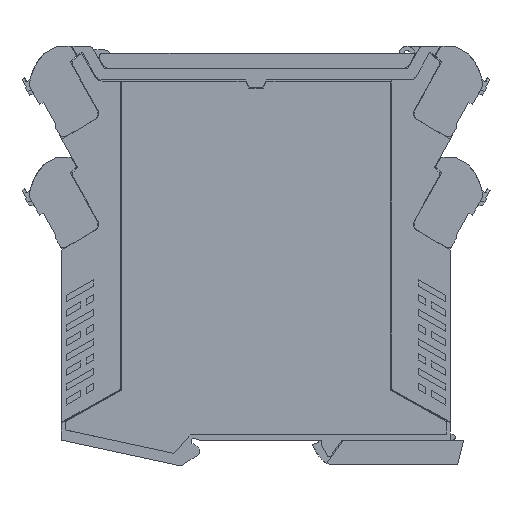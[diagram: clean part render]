
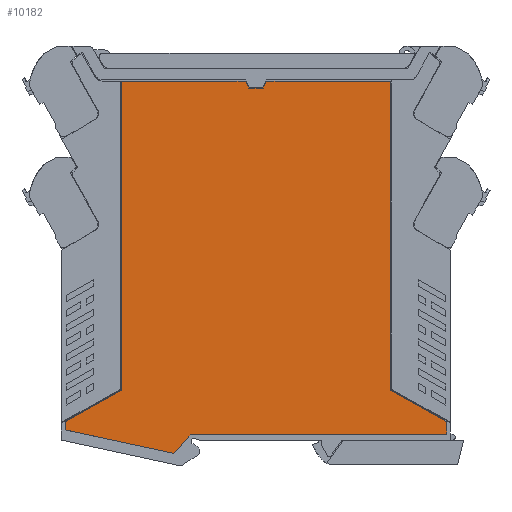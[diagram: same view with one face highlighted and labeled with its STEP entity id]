
A CAD part, left-side view. The second image highlights one B-rep face of the part: STEP entity #10182.
In plain terms, the highlighted planar face has unit normal (-1, 0, 0).
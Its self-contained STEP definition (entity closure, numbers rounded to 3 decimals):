
#10160=AXIS2_PLACEMENT_3D('Plane Axis2P3D',#10157,#10158,#10159) ;
#8043=CARTESIAN_POINT('Vertex',(0.,11.73,12.04)) ;
#8046=CARTESIAN_POINT('Line Origine',(0.,11.73,10.332)) ;
#8050=CARTESIAN_POINT('Vertex',(0.,11.73,8.624)) ;
#8066=CARTESIAN_POINT('Line Origine',(0.,63.598,8.624)) ;
#8070=CARTESIAN_POINT('Vertex',(0.,81.289,8.624)) ;
#8086=CARTESIAN_POINT('Line Origine',(0.,83.805,5.745)) ;
#8090=CARTESIAN_POINT('Vertex',(0.,85.842,3.413)) ;
#8092=CARTESIAN_POINT('Vertex',(0.,81.767,8.077)) ;
#8100=CARTESIAN_POINT('Line Origine',(0.,81.526,8.353)) ;
#8104=CARTESIAN_POINT('Vertex',(0.,81.762,8.082)) ;
#8107=CARTESIAN_POINT('Line Origine',(0.,81.765,8.079)) ;
#8124=CARTESIAN_POINT('Line Origine',(0.,100.618,6.592)) ;
#8128=CARTESIAN_POINT('Vertex',(0.,115.395,9.771)) ;
#8148=CARTESIAN_POINT('Line Origine',(0.,115.395,10.906)) ;
#8152=CARTESIAN_POINT('Vertex',(0.,115.395,12.04)) ;
#8168=CARTESIAN_POINT('Line Origine',(0.,107.778,16.305)) ;
#8172=CARTESIAN_POINT('Vertex',(0.,100.162,20.571)) ;
#8188=CARTESIAN_POINT('Line Origine',(0.,100.162,62.547)) ;
#8192=CARTESIAN_POINT('Vertex',(0.,100.162,104.524)) ;
#8208=CARTESIAN_POINT('Line Origine',(0.,68.143,104.524)) ;
#8212=CARTESIAN_POINT('Vertex',(0.,66.393,104.524)) ;
#8214=CARTESIAN_POINT('Vertex',(0.,69.893,104.524)) ;
#8222=CARTESIAN_POINT('Line Origine',(0.,85.028,104.524)) ;
#8241=CARTESIAN_POINT('Line Origine',(0.,65.95,103.574)) ;
#8245=CARTESIAN_POINT('Vertex',(0.,65.507,102.624)) ;
#8265=CARTESIAN_POINT('Vertex',(0.,61.618,102.624)) ;
#8268=CARTESIAN_POINT('Line Origine',(0.,63.562,102.624)) ;
#8286=CARTESIAN_POINT('Line Origine',(0.,61.175,103.574)) ;
#8290=CARTESIAN_POINT('Vertex',(0.,60.732,104.524)) ;
#8306=CARTESIAN_POINT('Line Origine',(0.,42.097,104.524)) ;
#8310=CARTESIAN_POINT('Vertex',(0.,26.962,104.524)) ;
#8312=CARTESIAN_POINT('Vertex',(0.,57.232,104.524)) ;
#8320=CARTESIAN_POINT('Line Origine',(0.,58.982,104.524)) ;
#8334=CARTESIAN_POINT('Line Origine',(0.,26.962,62.547)) ;
#8338=CARTESIAN_POINT('Vertex',(0.,26.962,20.571)) ;
#8354=CARTESIAN_POINT('Line Origine',(0.,19.346,16.305)) ;
#10157=CARTESIAN_POINT('Axis2P3D Location',(0.,63.562,7.024)) ;
#8047=DIRECTION('Vector Direction',(0.,0.,1.)) ;
#8067=DIRECTION('Vector Direction',(0.,1.,0.)) ;
#8087=DIRECTION('Vector Direction',(0.,-0.658,0.753)) ;
#8101=DIRECTION('Vector Direction',(0.,-0.658,0.753)) ;
#8108=DIRECTION('Vector Direction',(0.,-0.658,0.753)) ;
#8125=DIRECTION('Vector Direction',(0.,-0.978,-0.21)) ;
#8149=DIRECTION('Vector Direction',(0.,0.,-1.)) ;
#8169=DIRECTION('Vector Direction',(0.,0.872,-0.489)) ;
#8189=DIRECTION('Vector Direction',(0.,0.,-1.)) ;
#8209=DIRECTION('Vector Direction',(0.,1.,0.)) ;
#8223=DIRECTION('Vector Direction',(0.,1.,0.)) ;
#8242=DIRECTION('Vector Direction',(0.,0.423,0.906)) ;
#8269=DIRECTION('Vector Direction',(0.,1.,0.)) ;
#8287=DIRECTION('Vector Direction',(0.,-0.423,0.906)) ;
#8307=DIRECTION('Vector Direction',(0.,1.,0.)) ;
#8321=DIRECTION('Vector Direction',(0.,1.,0.)) ;
#8335=DIRECTION('Vector Direction',(0.,0.,1.)) ;
#8355=DIRECTION('Vector Direction',(0.,0.872,0.489)) ;
#10158=DIRECTION('Axis2P3D Direction',(-1.,0.,0.)) ;
#10159=DIRECTION('Axis2P3D XDirection',(0.,1.,0.)) ;
#8048=VECTOR('Line Direction',#8047,1.) ;
#8068=VECTOR('Line Direction',#8067,1.) ;
#8088=VECTOR('Line Direction',#8087,1.) ;
#8102=VECTOR('Line Direction',#8101,1.) ;
#8109=VECTOR('Line Direction',#8108,1.) ;
#8126=VECTOR('Line Direction',#8125,1.) ;
#8150=VECTOR('Line Direction',#8149,1.) ;
#8170=VECTOR('Line Direction',#8169,1.) ;
#8190=VECTOR('Line Direction',#8189,1.) ;
#8210=VECTOR('Line Direction',#8209,1.) ;
#8224=VECTOR('Line Direction',#8223,1.) ;
#8243=VECTOR('Line Direction',#8242,1.) ;
#8270=VECTOR('Line Direction',#8269,1.) ;
#8288=VECTOR('Line Direction',#8287,1.) ;
#8308=VECTOR('Line Direction',#8307,1.) ;
#8322=VECTOR('Line Direction',#8321,1.) ;
#8336=VECTOR('Line Direction',#8335,1.) ;
#8356=VECTOR('Line Direction',#8355,1.) ;
#10163=ORIENTED_EDGE('',*,*,#8272,.T.) ;
#10164=ORIENTED_EDGE('',*,*,#8247,.T.) ;
#10165=ORIENTED_EDGE('',*,*,#8216,.T.) ;
#10166=ORIENTED_EDGE('',*,*,#8226,.T.) ;
#10167=ORIENTED_EDGE('',*,*,#8194,.T.) ;
#10168=ORIENTED_EDGE('',*,*,#8174,.T.) ;
#10169=ORIENTED_EDGE('',*,*,#8154,.T.) ;
#10170=ORIENTED_EDGE('',*,*,#8130,.T.) ;
#10171=ORIENTED_EDGE('',*,*,#8094,.T.) ;
#10172=ORIENTED_EDGE('',*,*,#8111,.T.) ;
#10173=ORIENTED_EDGE('',*,*,#8106,.T.) ;
#10174=ORIENTED_EDGE('',*,*,#8072,.T.) ;
#10175=ORIENTED_EDGE('',*,*,#8052,.T.) ;
#10176=ORIENTED_EDGE('',*,*,#8358,.T.) ;
#10177=ORIENTED_EDGE('',*,*,#8340,.T.) ;
#10178=ORIENTED_EDGE('',*,*,#8314,.T.) ;
#10179=ORIENTED_EDGE('',*,*,#8324,.T.) ;
#10180=ORIENTED_EDGE('',*,*,#8292,.T.) ;
#10182=ADVANCED_FACE('GEHAEUSE',(#10181),#10161,.T.) ;
#8052=EDGE_CURVE('',#8051,#8044,#8049,.T.) ;
#8072=EDGE_CURVE('',#8071,#8051,#8069,.F.) ;
#8094=EDGE_CURVE('',#8091,#8093,#8089,.T.) ;
#8106=EDGE_CURVE('',#8105,#8071,#8103,.T.) ;
#8111=EDGE_CURVE('',#8093,#8105,#8110,.T.) ;
#8130=EDGE_CURVE('',#8129,#8091,#8127,.T.) ;
#8154=EDGE_CURVE('',#8153,#8129,#8151,.T.) ;
#8174=EDGE_CURVE('',#8173,#8153,#8171,.T.) ;
#8194=EDGE_CURVE('',#8193,#8173,#8191,.T.) ;
#8216=EDGE_CURVE('',#8213,#8215,#8211,.T.) ;
#8226=EDGE_CURVE('',#8215,#8193,#8225,.T.) ;
#8247=EDGE_CURVE('',#8246,#8213,#8244,.T.) ;
#8272=EDGE_CURVE('',#8266,#8246,#8271,.T.) ;
#8292=EDGE_CURVE('',#8291,#8266,#8289,.F.) ;
#8314=EDGE_CURVE('',#8311,#8313,#8309,.T.) ;
#8324=EDGE_CURVE('',#8313,#8291,#8323,.T.) ;
#8340=EDGE_CURVE('',#8339,#8311,#8337,.T.) ;
#8358=EDGE_CURVE('',#8044,#8339,#8357,.T.) ;
#10162=EDGE_LOOP('',(#10163,#10164,#10165,#10166,#10167,#10168,#10169,#10170,#10171,#10172,#10173,#10174,#10175,#10176,#10177,#10178,#10179,#10180)) ;
#10181=FACE_OUTER_BOUND('',#10162,.T.) ;
#8049=LINE('Line',#8046,#8048) ;
#8069=LINE('Line',#8066,#8068) ;
#8089=LINE('Line',#8086,#8088) ;
#8103=LINE('Line',#8100,#8102) ;
#8110=LINE('Line',#8107,#8109) ;
#8127=LINE('Line',#8124,#8126) ;
#8151=LINE('Line',#8148,#8150) ;
#8171=LINE('Line',#8168,#8170) ;
#8191=LINE('Line',#8188,#8190) ;
#8211=LINE('Line',#8208,#8210) ;
#8225=LINE('Line',#8222,#8224) ;
#8244=LINE('Line',#8241,#8243) ;
#8271=LINE('Line',#8268,#8270) ;
#8289=LINE('Line',#8286,#8288) ;
#8309=LINE('Line',#8306,#8308) ;
#8323=LINE('Line',#8320,#8322) ;
#8337=LINE('Line',#8334,#8336) ;
#8357=LINE('Line',#8354,#8356) ;
#10161=PLANE('',#10160) ;
#8044=VERTEX_POINT('',#8043) ;
#8051=VERTEX_POINT('',#8050) ;
#8071=VERTEX_POINT('',#8070) ;
#8091=VERTEX_POINT('',#8090) ;
#8093=VERTEX_POINT('',#8092) ;
#8105=VERTEX_POINT('',#8104) ;
#8129=VERTEX_POINT('',#8128) ;
#8153=VERTEX_POINT('',#8152) ;
#8173=VERTEX_POINT('',#8172) ;
#8193=VERTEX_POINT('',#8192) ;
#8213=VERTEX_POINT('',#8212) ;
#8215=VERTEX_POINT('',#8214) ;
#8246=VERTEX_POINT('',#8245) ;
#8266=VERTEX_POINT('',#8265) ;
#8291=VERTEX_POINT('',#8290) ;
#8311=VERTEX_POINT('',#8310) ;
#8313=VERTEX_POINT('',#8312) ;
#8339=VERTEX_POINT('',#8338) ;
